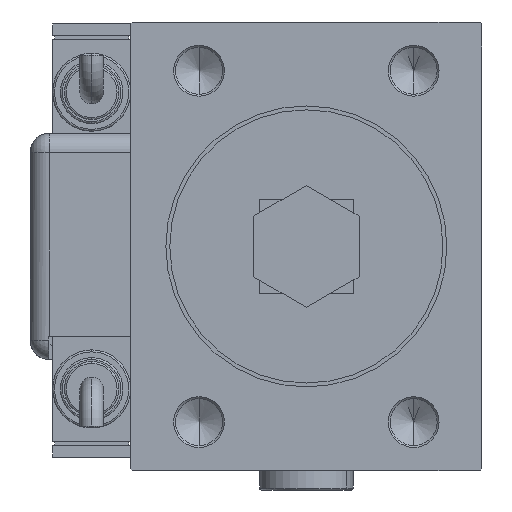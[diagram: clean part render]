
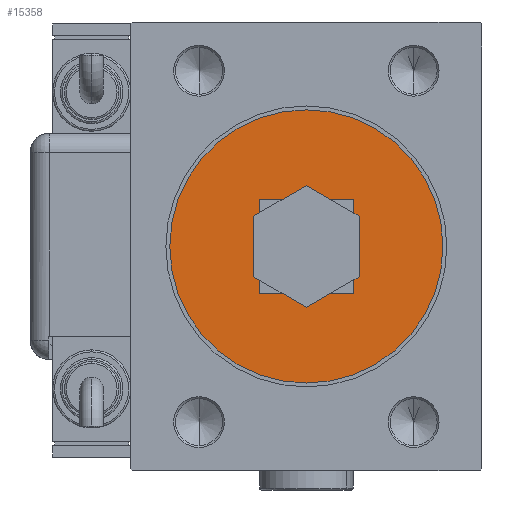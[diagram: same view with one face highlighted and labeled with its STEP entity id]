
A CAD part, left-side view. The second image highlights one B-rep face of the part: STEP entity #15358.
In plain terms, the highlighted face is planar.
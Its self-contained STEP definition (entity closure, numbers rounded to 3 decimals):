
#371 = CIRCLE ( 'NONE', #57720, 35. ) ;
#982 = VECTOR ( 'NONE', #17282, 1000. ) ;
#1823 = VERTEX_POINT ( 'NONE', #23841 ) ;
#5591 = FACE_BOUND ( 'NONE', #45174, .T. ) ;
#7025 = DIRECTION ( 'NONE',  ( 0., -1., 0. ) ) ;
#7655 = LINE ( 'NONE', #59926, #43336 ) ;
#8981 = DIRECTION ( 'NONE',  ( 0., 0., -1. ) ) ;
#11140 = EDGE_CURVE ( 'NONE', #60791, #1823, #371, .T. ) ;
#12919 = LINE ( 'NONE', #61112, #36300 ) ;
#14008 = CARTESIAN_POINT ( 'NONE',  ( 64.5, 0., 0. ) ) ;
#14035 = CARTESIAN_POINT ( 'NONE',  ( 64.5, -12., -12. ) ) ;
#14046 = VERTEX_POINT ( 'NONE', #23547 ) ;
#14501 = CARTESIAN_POINT ( 'NONE',  ( 64.5, 12., -12. ) ) ;
#15336 = FACE_OUTER_BOUND ( 'NONE', #35645, .T. ) ;
#15358 = ADVANCED_FACE ( 'NONE', ( #5591, #15336 ), #43125, .T. ) ;
#15613 = ORIENTED_EDGE ( 'NONE', *, *, #38044, .T. ) ;
#15743 = ORIENTED_EDGE ( 'NONE', *, *, #18971, .F. ) ;
#16962 = ORIENTED_EDGE ( 'NONE', *, *, #47207, .F. ) ;
#17282 = DIRECTION ( 'NONE',  ( 0., 0., 1. ) ) ;
#18566 = DIRECTION ( 'NONE',  ( 0., 1., 0. ) ) ;
#18838 = CARTESIAN_POINT ( 'NONE',  ( 64.5, -12., 12. ) ) ;
#18971 = EDGE_CURVE ( 'NONE', #24799, #48623, #45450, .T. ) ;
#19147 = DIRECTION ( 'NONE',  ( 1., 0., 0. ) ) ;
#23459 = ORIENTED_EDGE ( 'NONE', *, *, #44736, .F. ) ;
#23547 = CARTESIAN_POINT ( 'NONE',  ( 64.5, 12., 12. ) ) ;
#23841 = CARTESIAN_POINT ( 'NONE',  ( 64.5, 0., -35. ) ) ;
#24799 = VERTEX_POINT ( 'NONE', #18838 ) ;
#26953 = DIRECTION ( 'NONE',  ( 1., 0., 0. ) ) ;
#32124 = CARTESIAN_POINT ( 'NONE',  ( 64.5, 12., 12. ) ) ;
#35645 = EDGE_LOOP ( 'NONE', ( #45623, #15613 ) ) ;
#35824 = VECTOR ( 'NONE', #41053, 1000. ) ;
#36300 = VECTOR ( 'NONE', #18566, 1000. ) ;
#38044 = EDGE_CURVE ( 'NONE', #1823, #60791, #47976, .T. ) ;
#40903 = AXIS2_PLACEMENT_3D ( 'NONE', #14008, #57487, #8981 ) ;
#41053 = DIRECTION ( 'NONE',  ( 0., 0., -1. ) ) ;
#43125 = PLANE ( 'NONE',  #60952 ) ;
#43336 = VECTOR ( 'NONE', #7025, 1000. ) ;
#44736 = EDGE_CURVE ( 'NONE', #57535, #14046, #46293, .T. ) ;
#45013 = CARTESIAN_POINT ( 'NONE',  ( 64.5, 0., 35. ) ) ;
#45146 = CARTESIAN_POINT ( 'NONE',  ( 64.5, -12., 12. ) ) ;
#45174 = EDGE_LOOP ( 'NONE', ( #51521, #15743, #16962, #23459 ) ) ;
#45450 = LINE ( 'NONE', #45146, #35824 ) ;
#45623 = ORIENTED_EDGE ( 'NONE', *, *, #11140, .T. ) ;
#46293 = LINE ( 'NONE', #32124, #982 ) ;
#46785 = DIRECTION ( 'NONE',  ( 0., 0., -1. ) ) ;
#47207 = EDGE_CURVE ( 'NONE', #14046, #24799, #7655, .T. ) ;
#47582 = EDGE_CURVE ( 'NONE', #48623, #57535, #12919, .T. ) ;
#47976 = CIRCLE ( 'NONE', #40903, 35. ) ;
#48623 = VERTEX_POINT ( 'NONE', #14035 ) ;
#51521 = ORIENTED_EDGE ( 'NONE', *, *, #47582, .F. ) ;
#53475 = DIRECTION ( 'NONE',  ( 0., 0., -1. ) ) ;
#57487 = DIRECTION ( 'NONE',  ( 1., 0., 0. ) ) ;
#57535 = VERTEX_POINT ( 'NONE', #14501 ) ;
#57720 = AXIS2_PLACEMENT_3D ( 'NONE', #60309, #26953, #46785 ) ;
#59926 = CARTESIAN_POINT ( 'NONE',  ( 64.5, 12., 12. ) ) ;
#60309 = CARTESIAN_POINT ( 'NONE',  ( 64.5, 0., 0. ) ) ;
#60791 = VERTEX_POINT ( 'NONE', #45013 ) ;
#60952 = AXIS2_PLACEMENT_3D ( 'NONE', #62301, #19147, #53475 ) ;
#61112 = CARTESIAN_POINT ( 'NONE',  ( 64.5, 12., -12. ) ) ;
#62301 = CARTESIAN_POINT ( 'NONE',  ( 64.5, 0., 0. ) ) ;
